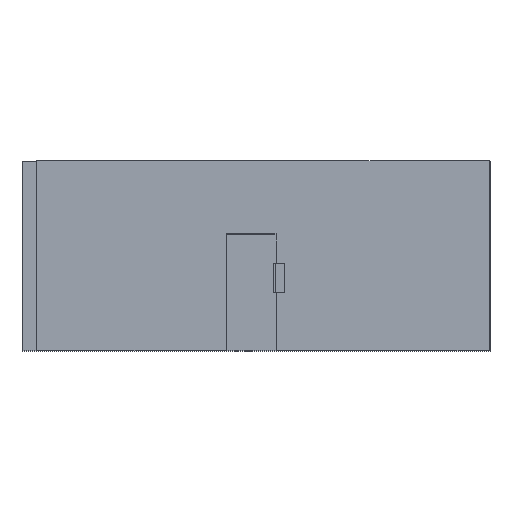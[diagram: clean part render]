
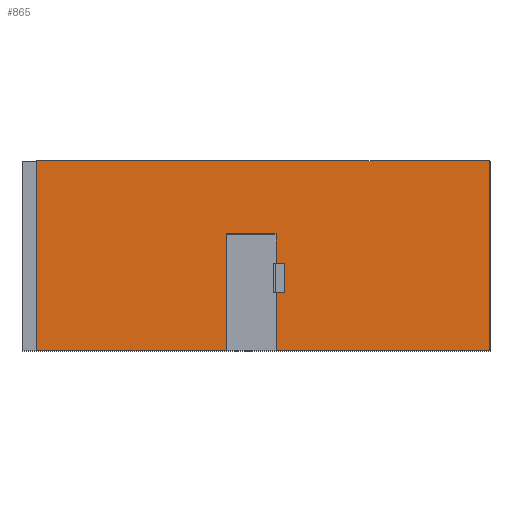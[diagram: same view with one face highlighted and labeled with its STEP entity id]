
A CAD part, top view. The second image highlights one B-rep face of the part: STEP entity #865.
In plain terms, the highlighted planar face has unit normal (0, 0, 1).
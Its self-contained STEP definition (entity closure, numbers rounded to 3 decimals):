
#30=FACE_OUTER_BOUND('',#75,.T.);
#75=EDGE_LOOP('',(#653,#654,#655,#656,#657,#658,#659,#660,#661,#662,#663,
#664));
#107=LINE('',#1178,#231);
#112=LINE('',#1188,#236);
#127=LINE('',#1217,#251);
#129=LINE('',#1221,#253);
#148=LINE('',#1259,#272);
#150=LINE('',#1263,#274);
#176=LINE('',#1314,#300);
#177=LINE('',#1316,#301);
#178=LINE('',#1318,#302);
#179=LINE('',#1320,#303);
#180=LINE('',#1322,#304);
#181=LINE('',#1323,#305);
#231=VECTOR('',#960,10.);
#236=VECTOR('',#967,10.);
#251=VECTOR('',#988,10.);
#253=VECTOR('',#992,10.);
#272=VECTOR('',#1015,10.);
#274=VECTOR('',#1019,10.);
#300=VECTOR('',#1059,10.);
#301=VECTOR('',#1060,10.);
#302=VECTOR('',#1061,10.);
#303=VECTOR('',#1062,10.);
#304=VECTOR('',#1063,10.);
#305=VECTOR('',#1064,10.);
#355=VERTEX_POINT('',#1175);
#356=VERTEX_POINT('',#1177);
#360=VERTEX_POINT('',#1186);
#371=VERTEX_POINT('',#1215);
#372=VERTEX_POINT('',#1219);
#389=VERTEX_POINT('',#1257);
#390=VERTEX_POINT('',#1261);
#408=VERTEX_POINT('',#1313);
#409=VERTEX_POINT('',#1315);
#410=VERTEX_POINT('',#1317);
#411=VERTEX_POINT('',#1319);
#412=VERTEX_POINT('',#1321);
#435=EDGE_CURVE('',#356,#355,#107,.T.);
#440=EDGE_CURVE('',#360,#355,#112,.T.);
#455=EDGE_CURVE('',#371,#360,#127,.T.);
#457=EDGE_CURVE('',#371,#372,#129,.T.);
#476=EDGE_CURVE('',#389,#372,#148,.T.);
#478=EDGE_CURVE('',#390,#389,#150,.T.);
#504=EDGE_CURVE('',#390,#408,#176,.T.);
#505=EDGE_CURVE('',#409,#408,#177,.T.);
#506=EDGE_CURVE('',#409,#410,#178,.T.);
#507=EDGE_CURVE('',#410,#411,#179,.T.);
#508=EDGE_CURVE('',#411,#412,#180,.T.);
#509=EDGE_CURVE('',#412,#356,#181,.T.);
#653=ORIENTED_EDGE('',*,*,#457,.T.);
#654=ORIENTED_EDGE('',*,*,#476,.F.);
#655=ORIENTED_EDGE('',*,*,#478,.F.);
#656=ORIENTED_EDGE('',*,*,#504,.T.);
#657=ORIENTED_EDGE('',*,*,#505,.F.);
#658=ORIENTED_EDGE('',*,*,#506,.T.);
#659=ORIENTED_EDGE('',*,*,#507,.T.);
#660=ORIENTED_EDGE('',*,*,#508,.T.);
#661=ORIENTED_EDGE('',*,*,#509,.T.);
#662=ORIENTED_EDGE('',*,*,#435,.T.);
#663=ORIENTED_EDGE('',*,*,#440,.F.);
#664=ORIENTED_EDGE('',*,*,#455,.F.);
#820=PLANE('',#924);
#865=ADVANCED_FACE('',(#30),#820,.T.);
#924=AXIS2_PLACEMENT_3D('',#1312,#1057,#1058);
#960=DIRECTION('',(-1.,0.,0.));
#967=DIRECTION('',(0.,1.,0.));
#988=DIRECTION('',(-1.,0.,0.));
#992=DIRECTION('',(0.,1.,0.));
#1015=DIRECTION('',(1.,0.,0.));
#1019=DIRECTION('',(0.,1.,0.));
#1057=DIRECTION('center_axis',(0.,0.,1.));
#1058=DIRECTION('ref_axis',(1.,0.,0.));
#1059=DIRECTION('',(1.,0.,0.));
#1060=DIRECTION('',(0.,-1.,0.));
#1061=DIRECTION('',(1.,0.,0.));
#1062=DIRECTION('',(0.,-1.,0.));
#1063=DIRECTION('',(1.,0.,0.));
#1064=DIRECTION('',(0.,-1.,0.));
#1175=CARTESIAN_POINT('',(-0.299,-1.,6.01));
#1177=CARTESIAN_POINT('',(-0.004,-1.,6.01));
#1178=CARTESIAN_POINT('',(0.001,-1.,6.01));
#1186=CARTESIAN_POINT('',(-0.299,-3.,6.01));
#1188=CARTESIAN_POINT('',(-0.299,0.,6.01));
#1215=CARTESIAN_POINT('',(6.996,-3.,6.01));
#1217=CARTESIAN_POINT('',(2.001,-3.,6.01));
#1219=CARTESIAN_POINT('',(6.996,3.5,6.01));
#1221=CARTESIAN_POINT('',(6.996,0.,6.01));
#1257=CARTESIAN_POINT('',(-8.504,3.5,6.01));
#1259=CARTESIAN_POINT('',(-0.004,3.5,6.01));
#1261=CARTESIAN_POINT('',(-8.504,-3.,6.01));
#1263=CARTESIAN_POINT('',(-8.504,2.,6.01));
#1312=CARTESIAN_POINT('Origin',(-0.004,0.,6.01));
#1313=CARTESIAN_POINT('',(-2.004,-3.,6.01));
#1314=CARTESIAN_POINT('',(-11.004,-3.,6.01));
#1315=CARTESIAN_POINT('',(-2.004,1.,6.01));
#1316=CARTESIAN_POINT('',(-2.004,0.,6.01));
#1317=CARTESIAN_POINT('',(-0.304,1.,6.01));
#1318=CARTESIAN_POINT('',(-0.204,1.,6.01));
#1319=CARTESIAN_POINT('',(-0.304,0.,6.01));
#1320=CARTESIAN_POINT('',(-0.304,0.,6.01));
#1321=CARTESIAN_POINT('',(-0.004,0.,6.01));
#1322=CARTESIAN_POINT('',(-0.004,0.,6.01));
#1323=CARTESIAN_POINT('',(-0.004,0.,6.01));
